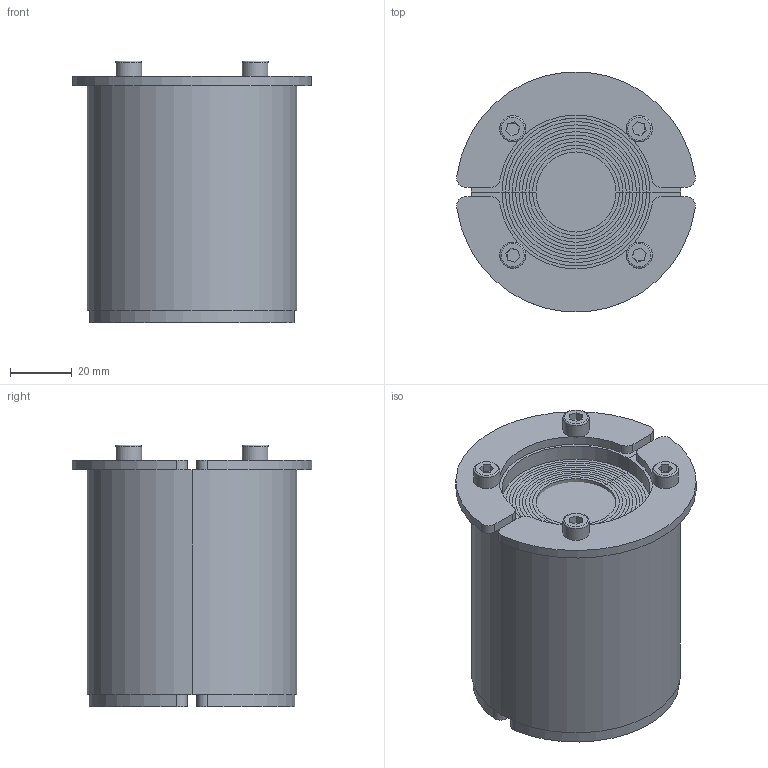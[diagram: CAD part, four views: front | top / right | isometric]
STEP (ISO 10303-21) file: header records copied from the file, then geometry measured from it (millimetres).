
FILE_DESCRIPTION(/* description */ ('ASSEMBLY'),/* implementation_level */ '2;1');
FILE_NAME(/* name */ 'RS68.stp',/* time_stamp */ '2021-06-07T11:10:06+02:00',/* author */ ('se-jenboh'),/* organization */ (''),/* preprocessor_version */ 'ST-DEVELOPER v17.2',/* originating_system */ 'Autodesk Inventor 2019',/* authorisation */ '');
FILE_SCHEMA (('AUTOMOTIVE_DESIGN { 1 0 10303 214 3 1 1 }'));
Length unit declared in the file: millimetre
Products named in the file (8): 100-035943; 100-035944; 100-035946; 100-035945; 100-035948; 100-035949; ISO 4762 - M5 x 50; 100-035947
Assembly tree (13 placements, depth 3):
  100-035943
    100-035944  x2
      100-035946
      100-035945
    100-035948  x2
    100-035949  x2
    ISO 4762 - M5 x 50  x4
    100-035947
Bounding box: 77.43 x 77.72 x 85 mm (x, y, z)
Volume: 263106.8 mm3; surface area: 211696 mm2
Topology: 31 solids, 31 shells, 263 faces, 619 edges, 422 vertices
Faces by surface type: plane 142, cylinder 97, cone 16, torus 8
Full cylindrical faces by diameter (mm): 4.134 x4, 4.25 x4, 4.8 x8, 5 x8, 8.5 x4, 27 x1
Entity records: 3767 total; most frequent: DIRECTION 659, CARTESIAN_POINT 605, ORIENTED_EDGE 538, EDGE_CURVE 269, AXIS2_PLACEMENT_3D 258, VERTEX_POINT 183, LINE 143, VECTOR 143
